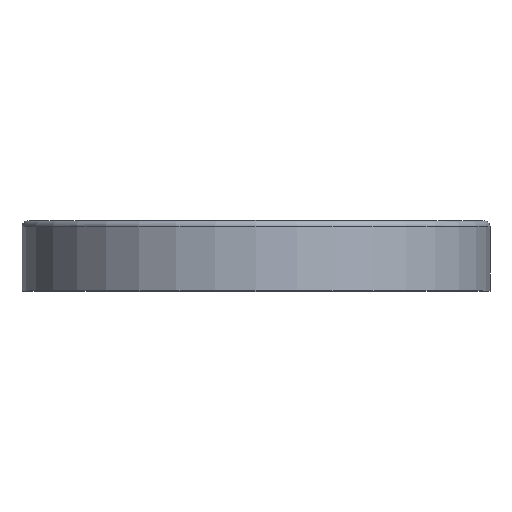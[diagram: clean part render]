
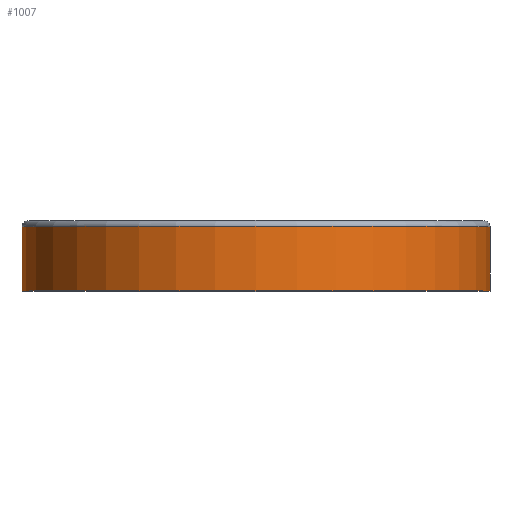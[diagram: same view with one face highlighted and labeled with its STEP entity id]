
A CAD part, top view. The second image highlights one B-rep face of the part: STEP entity #1007.
In plain terms, the highlighted cylindrical face has radius 20 mm (diameter 40 mm), a full revolution.
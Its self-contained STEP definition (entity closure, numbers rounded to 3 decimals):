
#416 = EDGE_CURVE ( 'NONE', #7988, #7988, #10371, .T. ) ;
#736 = ORIENTED_EDGE ( 'NONE', *, *, #4473, .T. ) ;
#1007 = ADVANCED_FACE ( 'NONE', ( #8247, #9111 ), #7209, .T. ) ;
#1686 = DIRECTION ( 'NONE',  ( 0., 1., 0. ) ) ;
#1854 = CARTESIAN_POINT ( 'NONE',  ( 0., 6., 0. ) ) ;
#2537 = CARTESIAN_POINT ( 'NONE',  ( 0., 5.5, 0. ) ) ;
#3431 = CARTESIAN_POINT ( 'NONE',  ( 0., 5.5, 20. ) ) ;
#3547 = CARTESIAN_POINT ( 'NONE',  ( 0., 0., 20. ) ) ;
#3888 = CIRCLE ( 'NONE', #6337, 20. ) ;
#4093 = CARTESIAN_POINT ( 'NONE',  ( 0., 0., 0. ) ) ;
#4101 = DIRECTION ( 'NONE',  ( 0., -1., 0. ) ) ;
#4473 = EDGE_CURVE ( 'NONE', #5585, #5585, #3888, .T. ) ;
#5585 = VERTEX_POINT ( 'NONE', #3431 ) ;
#5767 = DIRECTION ( 'NONE',  ( 0., 0., 1. ) ) ;
#6337 = AXIS2_PLACEMENT_3D ( 'NONE', #2537, #4101, #5767 ) ;
#7168 = AXIS2_PLACEMENT_3D ( 'NONE', #1854, #8994, #7493 ) ;
#7209 = CYLINDRICAL_SURFACE ( 'NONE', #7168, 20. ) ;
#7347 = ORIENTED_EDGE ( 'NONE', *, *, #416, .T. ) ;
#7493 = DIRECTION ( 'NONE',  ( 0., 0., -1. ) ) ;
#7800 = EDGE_LOOP ( 'NONE', ( #736 ) ) ;
#7988 = VERTEX_POINT ( 'NONE', #3547 ) ;
#8159 = DIRECTION ( 'NONE',  ( 0., 0., 1. ) ) ;
#8247 = FACE_OUTER_BOUND ( 'NONE', #7800, .T. ) ;
#8341 = AXIS2_PLACEMENT_3D ( 'NONE', #4093, #1686, #8159 ) ;
#8994 = DIRECTION ( 'NONE',  ( 0., -1., 0. ) ) ;
#9111 = FACE_OUTER_BOUND ( 'NONE', #9622, .T. ) ;
#9622 = EDGE_LOOP ( 'NONE', ( #7347 ) ) ;
#10371 = CIRCLE ( 'NONE', #8341, 20. ) ;
